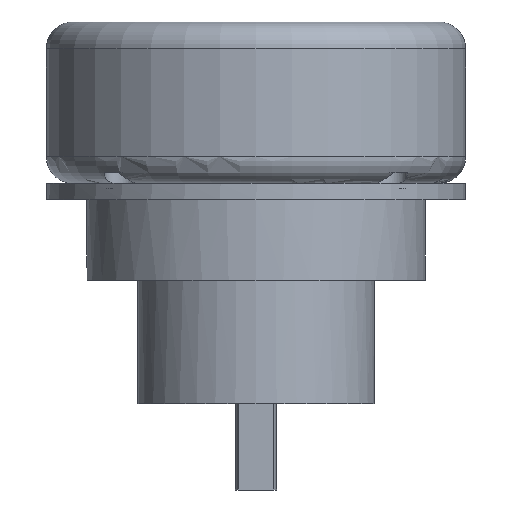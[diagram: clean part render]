
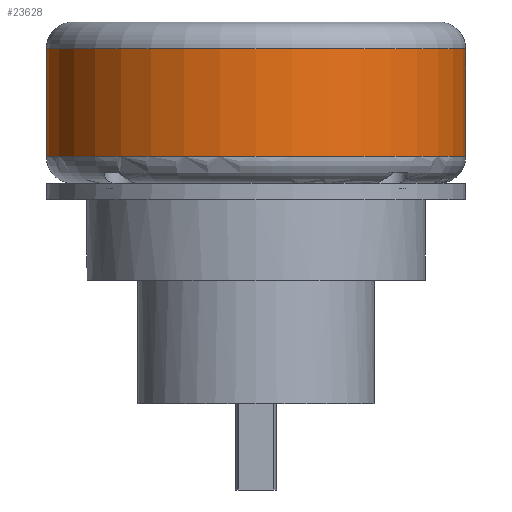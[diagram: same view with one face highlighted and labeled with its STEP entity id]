
A CAD part, left-side view. The second image highlights one B-rep face of the part: STEP entity #23628.
In plain terms, the highlighted cylindrical face has radius 39 mm (diameter 78 mm), a partial arc.
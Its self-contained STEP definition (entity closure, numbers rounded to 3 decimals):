
#2166=FACE_OUTER_BOUND('',#3537,.T.);
#3537=EDGE_LOOP('',(#19943,#19944,#19945,#19946));
#4628=CIRCLE('',#25388,39.);
#4636=CIRCLE('',#25404,39.);
#6706=LINE('',#38074,#8988);
#6739=LINE('',#38225,#9021);
#8988=VECTOR('',#30475,10.);
#9021=VECTOR('',#30620,10.);
#11168=VERTEX_POINT('',#37820);
#11169=VERTEX_POINT('',#37822);
#11178=VERTEX_POINT('',#37921);
#11180=VERTEX_POINT('',#37936);
#14141=EDGE_CURVE('',#11168,#11169,#4628,.T.);
#14159=EDGE_CURVE('',#11178,#11180,#4636,.T.);
#14179=EDGE_CURVE('',#11178,#11169,#6706,.T.);
#14241=EDGE_CURVE('',#11180,#11168,#6739,.T.);
#19943=ORIENTED_EDGE('',*,*,#14159,.F.);
#19944=ORIENTED_EDGE('',*,*,#14179,.T.);
#19945=ORIENTED_EDGE('',*,*,#14141,.F.);
#19946=ORIENTED_EDGE('',*,*,#14241,.F.);
#22754=CYLINDRICAL_SURFACE('',#25538,39.);
#23628=ADVANCED_FACE('',(#2166),#22754,.T.);
#25388=AXIS2_PLACEMENT_3D('',#37823,#30401,#30402);
#25404=AXIS2_PLACEMENT_3D('',#37937,#30438,#30439);
#25538=AXIS2_PLACEMENT_3D('',#38386,#30769,#30770);
#30401=DIRECTION('center_axis',(0.,0.,
1.));
#30402=DIRECTION('ref_axis',(-1.,0.,0.));
#30438=DIRECTION('center_axis',(0.,0.,
-1.));
#30439=DIRECTION('ref_axis',(-1.,0.,0.));
#30475=DIRECTION('',(0.,0.,1.));
#30620=DIRECTION('',(0.,0.,1.));
#30769=DIRECTION('center_axis',(0.,0.,
1.));
#30770=DIRECTION('ref_axis',(0.,1.,0.));
#37820=CARTESIAN_POINT('',(-55.899,133.367,10.042));
#37822=CARTESIAN_POINT('',(-55.899,55.367,10.042));
#37823=CARTESIAN_POINT('Origin',(-55.899,94.367,10.042));
#37921=CARTESIAN_POINT('',(-55.899,55.367,-9.958));
#37936=CARTESIAN_POINT('',(-55.899,133.367,-9.958));
#37937=CARTESIAN_POINT('Origin',(-55.899,94.367,-9.958));
#38074=CARTESIAN_POINT('',(-55.899,55.367,-14.958));
#38225=CARTESIAN_POINT('',(-55.899,133.367,-14.958));
#38386=CARTESIAN_POINT('Origin',(-55.899,94.367,-14.958));
